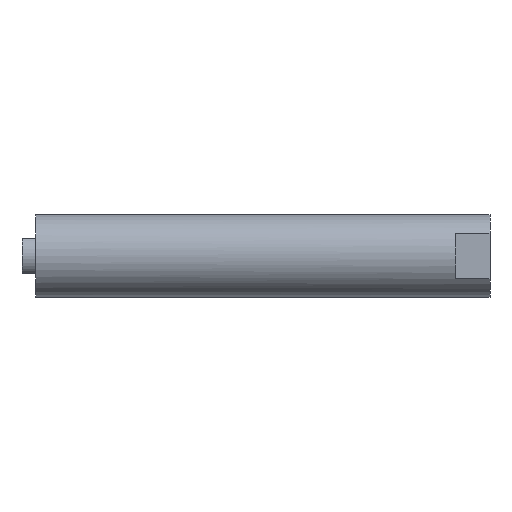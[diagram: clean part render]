
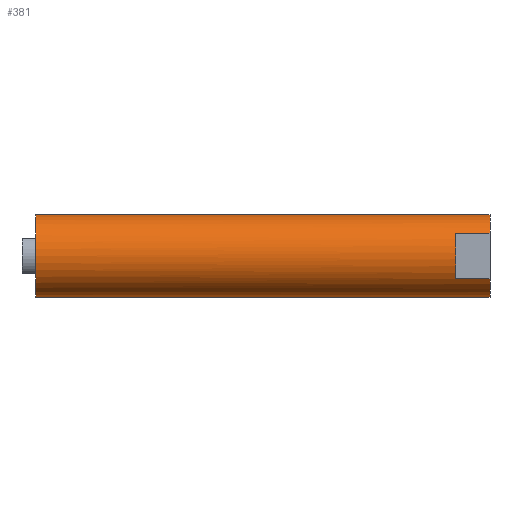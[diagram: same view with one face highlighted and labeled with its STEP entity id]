
A CAD part, left-side view. The second image highlights one B-rep face of the part: STEP entity #381.
In plain terms, the highlighted cylindrical face has radius 6 mm (diameter 12 mm), a partial arc.
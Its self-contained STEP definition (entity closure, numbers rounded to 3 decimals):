
#44 = AXIS2_PLACEMENT_3D ( 'NONE', #66, #65, #64 ) ;
#45 = AXIS2_PLACEMENT_3D ( 'NONE', #74, #73, #71 ) ;
#64 = DIRECTION ( 'NONE',  ( 0., 0., -1. ) ) ;
#65 = DIRECTION ( 'NONE',  ( 0., -1., 0. ) ) ;
#66 = CARTESIAN_POINT ( 'NONE',  ( 0., 5., 0. ) ) ;
#67 = CARTESIAN_POINT ( 'NONE',  ( -5., 5., 3.317 ) ) ;
#70 = DIRECTION ( 'NONE',  ( 0., -1., 0. ) ) ;
#71 = DIRECTION ( 'NONE',  ( 0., 0., -1. ) ) ;
#73 = DIRECTION ( 'NONE',  ( 0., -1., 0. ) ) ;
#74 = CARTESIAN_POINT ( 'NONE',  ( 0., 66., 0. ) ) ;
#75 = CARTESIAN_POINT ( 'NONE',  ( -5., 5., -3.317 ) ) ;
#78 = DIRECTION ( 'NONE',  ( 0., -1., 0. ) ) ;
#145 = DIRECTION ( 'NONE',  ( 0., -1., 0. ) ) ;
#155 = CARTESIAN_POINT ( 'NONE',  ( 0., 0., 6. ) ) ;
#194 = EDGE_CURVE ( 'NONE', #663, #666, #656, .T. ) ;
#209 = AXIS2_PLACEMENT_3D ( 'NONE', #627, #626, #619 ) ;
#211 = AXIS2_PLACEMENT_3D ( 'NONE', #596, #602, #601 ) ;
#214 = EDGE_CURVE ( 'NONE', #662, #820, #647, .T. ) ;
#227 = EDGE_CURVE ( 'NONE', #819, #662, #881, .T. ) ;
#228 = AXIS2_PLACEMENT_3D ( 'NONE', #920, #923, #927 ) ;
#312 = FACE_OUTER_BOUND ( 'NONE', #484, .T. ) ;
#315 = CYLINDRICAL_SURFACE ( 'NONE', #228, 6. ) ;
#321 = DIRECTION ( 'NONE',  ( 0., -1., 0. ) ) ;
#331 = CARTESIAN_POINT ( 'NONE',  ( 0., 0., -6. ) ) ;
#381 = ADVANCED_FACE ( 'NONE', ( #312 ), #315, .T. ) ;
#415 = EDGE_CURVE ( 'NONE', #818, #666, #716, .T. ) ;
#435 = EDGE_CURVE ( 'NONE', #819, #818, #679, .T. ) ;
#436 = EDGE_CURVE ( 'NONE', #657, #663, #660, .T. ) ;
#437 = EDGE_CURVE ( 'NONE', #811, #657, #718, .T. ) ;
#438 = EDGE_CURVE ( 'NONE', #811, #820, #736, .T. ) ;
#484 = EDGE_LOOP ( 'NONE', ( #502, #544, #537, #513, #495, #522, #526, #493 ) ) ;
#493 = ORIENTED_EDGE ( 'NONE', *, *, #214, .F. ) ;
#495 = ORIENTED_EDGE ( 'NONE', *, *, #436, .F. ) ;
#502 = ORIENTED_EDGE ( 'NONE', *, *, #227, .F. ) ;
#513 = ORIENTED_EDGE ( 'NONE', *, *, #194, .F. ) ;
#522 = ORIENTED_EDGE ( 'NONE', *, *, #437, .F. ) ;
#526 = ORIENTED_EDGE ( 'NONE', *, *, #438, .T. ) ;
#537 = ORIENTED_EDGE ( 'NONE', *, *, #415, .T. ) ;
#544 = ORIENTED_EDGE ( 'NONE', *, *, #435, .T. ) ;
#596 = CARTESIAN_POINT ( 'NONE',  ( 0., 0., 0. ) ) ;
#601 = DIRECTION ( 'NONE',  ( 0., 0., -1. ) ) ;
#602 = DIRECTION ( 'NONE',  ( 0., -1., 0. ) ) ;
#619 = DIRECTION ( 'NONE',  ( 0., 0., -1. ) ) ;
#626 = DIRECTION ( 'NONE',  ( 0., -1., 0. ) ) ;
#627 = CARTESIAN_POINT ( 'NONE',  ( 0., 0., 0. ) ) ;
#640 = CARTESIAN_POINT ( 'NONE',  ( -5., 0., -3.317 ) ) ;
#641 = CARTESIAN_POINT ( 'NONE',  ( -5., 5., -3.317 ) ) ;
#647 = CIRCLE ( 'NONE', #209, 6. ) ;
#656 = CIRCLE ( 'NONE', #211, 6. ) ;
#657 = VERTEX_POINT ( 'NONE', #641 ) ;
#660 = LINE ( 'NONE', #75, #661 ) ;
#661 = VECTOR ( 'NONE', #78, 1000. ) ;
#662 = VERTEX_POINT ( 'NONE', #694 ) ;
#663 = VERTEX_POINT ( 'NONE', #640 ) ;
#666 = VERTEX_POINT ( 'NONE', #692 ) ;
#679 = CIRCLE ( 'NONE', #45, 6. ) ;
#686 = CARTESIAN_POINT ( 'NONE',  ( -5., 5., 3.317 ) ) ;
#687 = CARTESIAN_POINT ( 'NONE',  ( 0., 66., 6. ) ) ;
#692 = CARTESIAN_POINT ( 'NONE',  ( 0., 0., -6. ) ) ;
#694 = CARTESIAN_POINT ( 'NONE',  ( 0., 0., 6. ) ) ;
#714 = VECTOR ( 'NONE', #321, 1000. ) ;
#716 = LINE ( 'NONE', #331, #714 ) ;
#718 = CIRCLE ( 'NONE', #44, 6. ) ;
#735 = VECTOR ( 'NONE', #70, 1000. ) ;
#736 = LINE ( 'NONE', #67, #735 ) ;
#811 = VERTEX_POINT ( 'NONE', #686 ) ;
#818 = VERTEX_POINT ( 'NONE', #833 ) ;
#819 = VERTEX_POINT ( 'NONE', #687 ) ;
#820 = VERTEX_POINT ( 'NONE', #832 ) ;
#832 = CARTESIAN_POINT ( 'NONE',  ( -5., 0., 3.317 ) ) ;
#833 = CARTESIAN_POINT ( 'NONE',  ( 0., 66., -6. ) ) ;
#875 = VECTOR ( 'NONE', #145, 1000. ) ;
#881 = LINE ( 'NONE', #155, #875 ) ;
#920 = CARTESIAN_POINT ( 'NONE',  ( 0., 0., 0. ) ) ;
#923 = DIRECTION ( 'NONE',  ( 0., -1., 0. ) ) ;
#927 = DIRECTION ( 'NONE',  ( 0., 0., -1. ) ) ;
